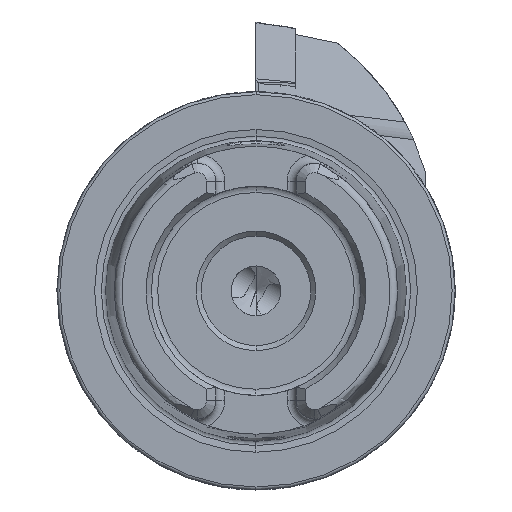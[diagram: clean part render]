
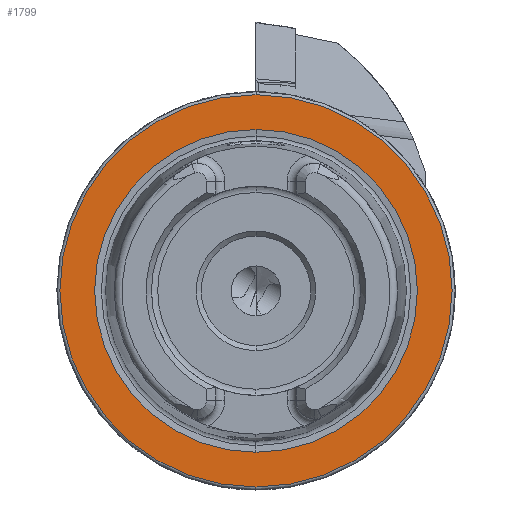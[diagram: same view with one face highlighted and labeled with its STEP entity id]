
A CAD part, left-side view. The second image highlights one B-rep face of the part: STEP entity #1799.
In plain terms, the highlighted planar face has unit normal (-1, 0, 0).
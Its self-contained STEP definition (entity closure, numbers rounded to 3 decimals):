
#167 = CIRCLE ( 'NONE', #4792, 19.7 ) ;
#259 = DIRECTION ( 'NONE',  ( -1., 0., 0. ) ) ;
#716 = CARTESIAN_POINT ( 'NONE',  ( 0., 0., 0. ) ) ;
#850 = CARTESIAN_POINT ( 'NONE',  ( 0., 0., 0. ) ) ;
#1202 = AXIS2_PLACEMENT_3D ( 'NONE', #12461, #259, #11544 ) ;
#1454 = AXIS2_PLACEMENT_3D ( 'NONE', #716, #7874, #9913 ) ;
#1799 = ADVANCED_FACE ( 'NONE', ( #3334, #8343 ), #8195, .F. ) ;
#2057 = VERTEX_POINT ( 'NONE', #10966 ) ;
#2068 = EDGE_CURVE ( 'NONE', #8437, #2057, #11990, .T. ) ;
#2342 = CIRCLE ( 'NONE', #1454, 16.207 ) ;
#2564 = ORIENTED_EDGE ( 'NONE', *, *, #3224, .F. ) ;
#3224 = EDGE_CURVE ( 'NONE', #2057, #8437, #2342, .T. ) ;
#3334 = FACE_BOUND ( 'NONE', #9138, .T. ) ;
#3525 = CARTESIAN_POINT ( 'NONE',  ( 0., 0., -16.207 ) ) ;
#3874 = DIRECTION ( 'NONE',  ( 0., 0., 1. ) ) ;
#4066 = DIRECTION ( 'NONE',  ( 1., 0., 0. ) ) ;
#4472 = DIRECTION ( 'NONE',  ( 0., 0., 1. ) ) ;
#4792 = AXIS2_PLACEMENT_3D ( 'NONE', #6619, #11606, #4472 ) ;
#5260 = AXIS2_PLACEMENT_3D ( 'NONE', #11265, #4066, #9346 ) ;
#5406 = EDGE_LOOP ( 'NONE', ( #11491, #10179 ) ) ;
#5995 = VERTEX_POINT ( 'NONE', #9365 ) ;
#6619 = CARTESIAN_POINT ( 'NONE',  ( 0., 0., 0. ) ) ;
#7874 = DIRECTION ( 'NONE',  ( -1., 0., 0. ) ) ;
#8002 = DIRECTION ( 'NONE',  ( -1., 0., 0. ) ) ;
#8195 = PLANE ( 'NONE',  #5260 ) ;
#8343 = FACE_OUTER_BOUND ( 'NONE', #5406, .T. ) ;
#8437 = VERTEX_POINT ( 'NONE', #3525 ) ;
#9138 = EDGE_LOOP ( 'NONE', ( #2564, #9991 ) ) ;
#9346 = DIRECTION ( 'NONE',  ( 0., 0., -1. ) ) ;
#9365 = CARTESIAN_POINT ( 'NONE',  ( 0., 0., -19.7 ) ) ;
#9913 = DIRECTION ( 'NONE',  ( 0., 0., 1. ) ) ;
#9991 = ORIENTED_EDGE ( 'NONE', *, *, #2068, .F. ) ;
#10179 = ORIENTED_EDGE ( 'NONE', *, *, #10485, .T. ) ;
#10485 = EDGE_CURVE ( 'NONE', #5995, #10593, #12432, .T. ) ;
#10593 = VERTEX_POINT ( 'NONE', #13045 ) ;
#10966 = CARTESIAN_POINT ( 'NONE',  ( 0., 0., 16.207 ) ) ;
#11265 = CARTESIAN_POINT ( 'NONE',  ( 0., 19.7, 0. ) ) ;
#11491 = ORIENTED_EDGE ( 'NONE', *, *, #13082, .T. ) ;
#11544 = DIRECTION ( 'NONE',  ( 0., 0., 1. ) ) ;
#11606 = DIRECTION ( 'NONE',  ( -1., 0., 0. ) ) ;
#11990 = CIRCLE ( 'NONE', #12547, 16.207 ) ;
#12432 = CIRCLE ( 'NONE', #1202, 19.7 ) ;
#12461 = CARTESIAN_POINT ( 'NONE',  ( 0., 0., 0. ) ) ;
#12547 = AXIS2_PLACEMENT_3D ( 'NONE', #850, #8002, #3874 ) ;
#13045 = CARTESIAN_POINT ( 'NONE',  ( 0., 0., 19.7 ) ) ;
#13082 = EDGE_CURVE ( 'NONE', #10593, #5995, #167, .T. ) ;
